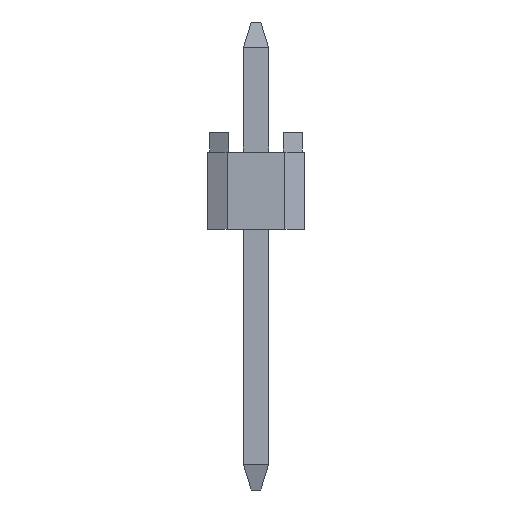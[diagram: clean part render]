
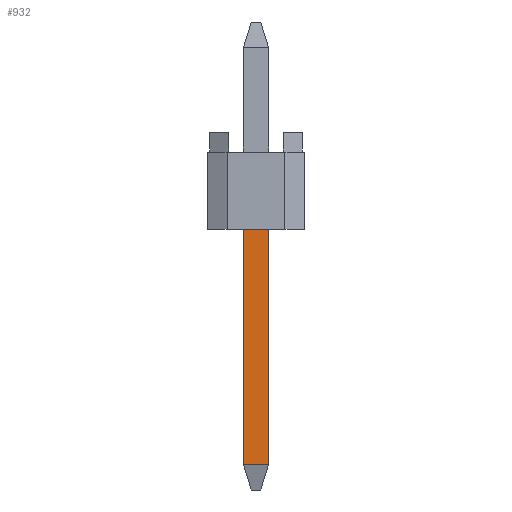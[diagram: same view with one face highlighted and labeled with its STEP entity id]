
A CAD part, left-side view. The second image highlights one B-rep face of the part: STEP entity #932.
In plain terms, the highlighted planar face has unit normal (-1, 0, 0).
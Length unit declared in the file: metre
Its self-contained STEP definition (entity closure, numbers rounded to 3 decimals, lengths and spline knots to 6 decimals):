
#902 = EDGE_CURVE( '', #1950, #2310, #2382, .T. );
#932 = ADVANCED_FACE( '', ( #2427 ), #2428, .T. );
#1626 = EDGE_CURVE( '', #2310, #3364, #3365, .T. );
#1730 = EDGE_CURVE( '', #3003, #1950, #3488, .T. );
#1860 = EDGE_CURVE( '', #3364, #3003, #3634, .T. );
#1950 = VERTEX_POINT( '', #3726 );
#2310 = VERTEX_POINT( '', #4218 );
#2382 = LINE( '', #4332, #4333 );
#2427 = FACE_OUTER_BOUND( '', #4394, .T. );
#2428 = PLANE( '', #4395 );
#3003 = VERTEX_POINT( '', #5255 );
#3364 = VERTEX_POINT( '', #5814 );
#3365 = LINE( '', #5815, #5816 );
#3488 = LINE( '', #6008, #6009 );
#3634 = LINE( '', #6256, #6257 );
#3726 = CARTESIAN_POINT( '', ( -0.004135, 0.000313, -0.006155 ) );
#4218 = CARTESIAN_POINT( '', ( -0.004135, -0.000337, -0.006155 ) );
#4332 = CARTESIAN_POINT( '', ( -0.004135, 0.000313, -0.006155 ) );
#4333 = VECTOR( '', #6846, 1. );
#4394 = EDGE_LOOP( '', ( #6904, #6905, #6906, #6907 ) );
#4395 = AXIS2_PLACEMENT_3D( '', #6908, #6909, #6910 );
#5255 = CARTESIAN_POINT( '', ( -0.004135, 0.000313, -0.000055 ) );
#5814 = CARTESIAN_POINT( '', ( -0.004135, -0.000337, -0.000055 ) );
#5815 = CARTESIAN_POINT( '', ( -0.004135, -0.000337, 0.005312 ) );
#5816 = VECTOR( '', #8036, 1. );
#6008 = CARTESIAN_POINT( '', ( -0.004135, 0.000313, 0.000945 ) );
#6009 = VECTOR( '', #8207, 1. );
#6256 = CARTESIAN_POINT( '', ( -0.004135, 0.000313, -0.000055 ) );
#6257 = VECTOR( '', #8370, 1. );
#6846 = DIRECTION( '', ( 0., -1., 0. ) );
#6904 = ORIENTED_EDGE( '', *, *, #1730, .T. );
#6905 = ORIENTED_EDGE( '', *, *, #902, .T. );
#6906 = ORIENTED_EDGE( '', *, *, #1626, .T. );
#6907 = ORIENTED_EDGE( '', *, *, #1860, .T. );
#6908 = CARTESIAN_POINT( '', ( -0.004135, 0.000313, 0.005312 ) );
#6909 = DIRECTION( '', ( -1., 0., 0. ) );
#6910 = DIRECTION( '', ( 0., 0., 1. ) );
#8036 = DIRECTION( '', ( 0., 0., 1. ) );
#8207 = DIRECTION( '', ( 0., 0., -1. ) );
#8370 = DIRECTION( '', ( 0., 1., 0. ) );
